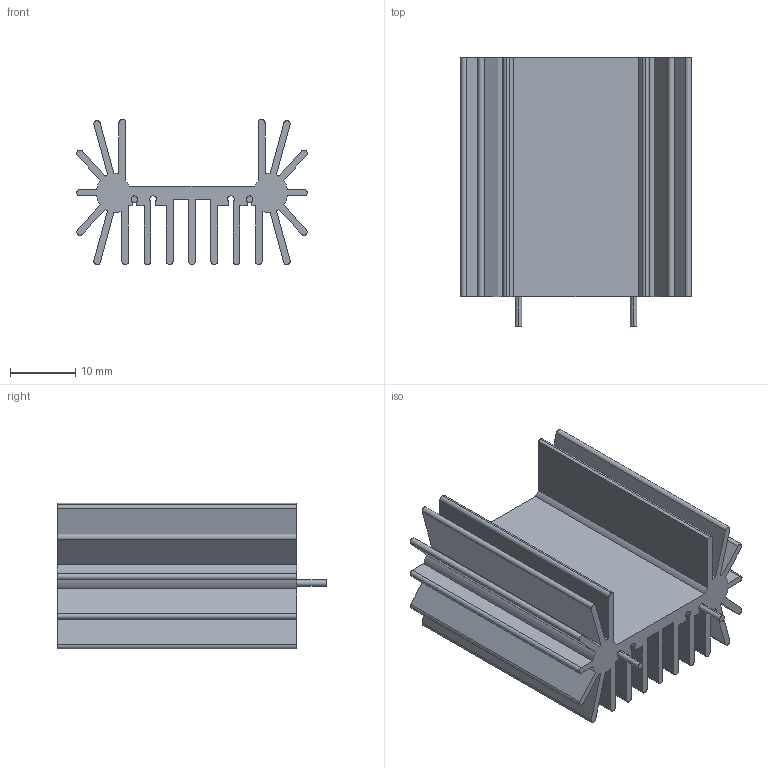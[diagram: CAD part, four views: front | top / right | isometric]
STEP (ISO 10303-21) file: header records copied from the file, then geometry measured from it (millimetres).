
FILE_DESCRIPTION (( 'STEP AP203' ), '1' );
FILE_NAME ('R2V-CT4-38E-264.STEP', '2015-05-28T08:06:59', ( 'admin' ), ( '' ), 'SwSTEP 2.0', 'SolidWorks 2015', '' );
FILE_SCHEMA (( 'CONFIG_CONTROL_DESIGN' ));
Length unit declared in the file: millimetre
Products named in the file (1): R2V-CT4-38E-264
Bounding box: 35.2 x 41 x 22.2 mm (x, y, z)
Volume: 8633.2 mm3; surface area: 13580.8 mm2
Topology: 3 solids, 3 shells, 115 faces, 327 edges, 218 vertices
Faces by surface type: plane 59, cylinder 56
Entity records: 3846 total; most frequent: DIRECTION 671, CARTESIAN_POINT 661, ORIENTED_EDGE 654, EDGE_CURVE 327, AXIS2_PLACEMENT_3D 228, VERTEX_POINT 218, VECTOR 215, LINE 215
